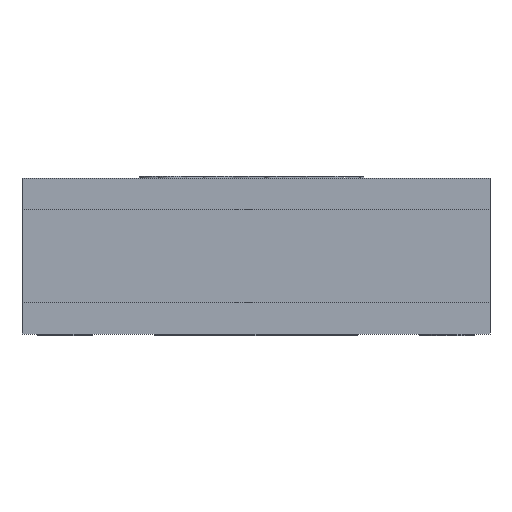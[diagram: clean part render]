
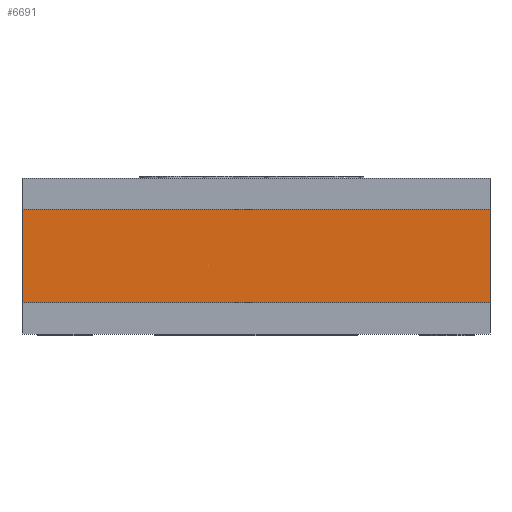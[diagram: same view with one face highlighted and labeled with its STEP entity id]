
A CAD part, front view. The second image highlights one B-rep face of the part: STEP entity #6691.
In plain terms, the highlighted planar face has unit normal (0, -1, 0).
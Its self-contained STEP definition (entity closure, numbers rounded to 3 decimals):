
#32 = DIRECTION ( 'NONE',  ( 0., 0., -1. ) ) ;
#327 = CARTESIAN_POINT ( 'NONE',  ( -1.5, -2., 0.8 ) ) ;
#677 = CARTESIAN_POINT ( 'NONE',  ( -1.5, -2., 0.2 ) ) ;
#1595 = EDGE_LOOP ( 'NONE', ( #3808, #11780, #10126, #2634 ) ) ;
#2634 = ORIENTED_EDGE ( 'NONE', *, *, #12681, .T. ) ;
#2680 = AXIS2_PLACEMENT_3D ( 'NONE', #5609, #9855, #9923 ) ;
#2791 = EDGE_CURVE ( 'NONE', #9334, #10628, #13693, .T. ) ;
#2965 = LINE ( 'NONE', #12428, #8594 ) ;
#3808 = ORIENTED_EDGE ( 'NONE', *, *, #8682, .T. ) ;
#3876 = DIRECTION ( 'NONE',  ( 0., 0., -1. ) ) ;
#4190 = CARTESIAN_POINT ( 'NONE',  ( -1.5, -2., 0.2 ) ) ;
#4835 = VERTEX_POINT ( 'NONE', #7169 ) ;
#5219 = LINE ( 'NONE', #4190, #12551 ) ;
#5380 = CARTESIAN_POINT ( 'NONE',  ( 1.5, -2., 0.8 ) ) ;
#5609 = CARTESIAN_POINT ( 'NONE',  ( -1.5, -2., 0.8 ) ) ;
#6604 = FACE_OUTER_BOUND ( 'NONE', #1595, .T. ) ;
#6691 = ADVANCED_FACE ( 'NONE', ( #6604 ), #8639, .F. ) ;
#7169 = CARTESIAN_POINT ( 'NONE',  ( 1.5, -2., 0.2 ) ) ;
#8450 = DIRECTION ( 'NONE',  ( 1., 0., 0. ) ) ;
#8594 = VECTOR ( 'NONE', #3876, 1000. ) ;
#8639 = PLANE ( 'NONE',  #2680 ) ;
#8682 = EDGE_CURVE ( 'NONE', #13571, #4835, #5219, .T. ) ;
#9334 = VERTEX_POINT ( 'NONE', #327 ) ;
#9579 = DIRECTION ( 'NONE',  ( 1., 0., 0. ) ) ;
#9855 = DIRECTION ( 'NONE',  ( 0., 1., 0. ) ) ;
#9923 = DIRECTION ( 'NONE',  ( 0., 0., 1. ) ) ;
#10126 = ORIENTED_EDGE ( 'NONE', *, *, #2791, .F. ) ;
#10628 = VERTEX_POINT ( 'NONE', #13332 ) ;
#11175 = EDGE_CURVE ( 'NONE', #10628, #4835, #12692, .T. ) ;
#11222 = CARTESIAN_POINT ( 'NONE',  ( -1.5, -2., 0.8 ) ) ;
#11353 = VECTOR ( 'NONE', #9579, 1000. ) ;
#11780 = ORIENTED_EDGE ( 'NONE', *, *, #11175, .F. ) ;
#12428 = CARTESIAN_POINT ( 'NONE',  ( -1.5, -2., 0.8 ) ) ;
#12551 = VECTOR ( 'NONE', #8450, 1000. ) ;
#12681 = EDGE_CURVE ( 'NONE', #9334, #13571, #2965, .T. ) ;
#12692 = LINE ( 'NONE', #5380, #13162 ) ;
#13162 = VECTOR ( 'NONE', #32, 1000. ) ;
#13332 = CARTESIAN_POINT ( 'NONE',  ( 1.5, -2., 0.8 ) ) ;
#13571 = VERTEX_POINT ( 'NONE', #677 ) ;
#13693 = LINE ( 'NONE', #11222, #11353 ) ;
